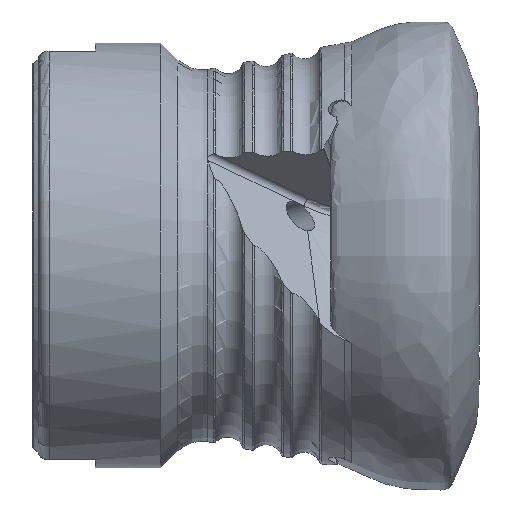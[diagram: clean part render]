
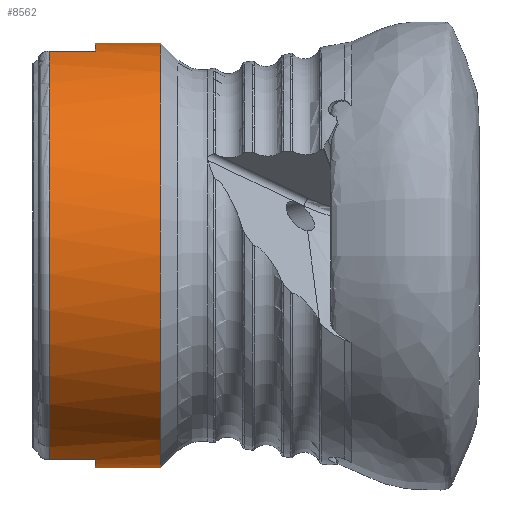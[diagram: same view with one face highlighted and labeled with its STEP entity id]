
A CAD part, front view. The second image highlights one B-rep face of the part: STEP entity #8562.
In plain terms, the highlighted cylindrical face has radius 19 mm (diameter 38 mm), a full revolution.
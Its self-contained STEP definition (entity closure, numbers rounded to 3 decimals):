
#148 = CARTESIAN_POINT ( 'NONE',  ( -37.455, -5.154, -18.288 ) ) ;
#280 = VERTEX_POINT ( 'NONE', #6362 ) ;
#363 = CARTESIAN_POINT ( 'NONE',  ( -33.305, -5.154, -18.288 ) ) ;
#435 = AXIS2_PLACEMENT_3D ( 'NONE', #7825, #3490, #8560 ) ;
#574 = DIRECTION ( 'NONE',  ( 0., 0., -1. ) ) ;
#741 = EDGE_CURVE ( 'Kante164', #2313, #1335, #3239, .T. ) ;
#803 = ORIENTED_EDGE ( 'NONE', *, *, #4543, .T. ) ;
#892 = ORIENTED_EDGE ( 'NONE', *, *, #741, .F. ) ;
#942 = CYLINDRICAL_SURFACE ( 'NONE', #7979, 19. ) ;
#1306 = CARTESIAN_POINT ( 'NONE',  ( 0., 5.154, -18.288 ) ) ;
#1335 = VERTEX_POINT ( 'NONE', #363 ) ;
#1353 = ORIENTED_EDGE ( 'NONE', *, *, #8072, .T. ) ;
#1585 = CIRCLE ( 'NONE', #7538, 19. ) ;
#1603 = CARTESIAN_POINT ( 'NONE',  ( -33.305, 0., 0. ) ) ;
#1639 = CARTESIAN_POINT ( 'NONE',  ( -27.455, 0., -19. ) ) ;
#2313 = VERTEX_POINT ( 'NONE', #8634 ) ;
#2324 = DIRECTION ( 'NONE',  ( 0., 0., -1. ) ) ;
#2513 = EDGE_CURVE ( 'NONE', #2313, #4392, #9236, .T. ) ;
#2526 = EDGE_CURVE ( 'NONE', #5847, #7698, #7077, .T. ) ;
#2808 = CARTESIAN_POINT ( 'NONE',  ( -37.455, 0., 0. ) ) ;
#2973 = EDGE_CURVE ( 'NONE', #4392, #7213, #6247, .T. ) ;
#3044 = LINE ( 'NONE', #6658, #4747 ) ;
#3225 = LINE ( 'NONE', #5113, #5158 ) ;
#3239 = CIRCLE ( 'NONE', #8996, 19. ) ;
#3490 = DIRECTION ( 'NONE',  ( 1., 0., 0. ) ) ;
#3533 = DIRECTION ( 'NONE',  ( 0., 0., -1. ) ) ;
#3670 = CARTESIAN_POINT ( 'NONE',  ( -33.305, 5.154, 18.288 ) ) ;
#3734 = CARTESIAN_POINT ( 'NONE',  ( -37.455, -5.154, 18.288 ) ) ;
#3767 = DIRECTION ( 'NONE',  ( 1., 0., 0. ) ) ;
#3780 = EDGE_CURVE ( 'NONE', #6730, #6730, #1585, .T. ) ;
#4031 = EDGE_CURVE ( 'NONE', #7698, #1335, #8156, .T. ) ;
#4240 = CARTESIAN_POINT ( 'NONE',  ( 0., 0., 0. ) ) ;
#4316 = ORIENTED_EDGE ( 'NONE', *, *, #2513, .T. ) ;
#4329 = CARTESIAN_POINT ( 'NONE',  ( -37.455, 5.154, -18.288 ) ) ;
#4335 = CARTESIAN_POINT ( 'NONE',  ( -33.305, 0., 0. ) ) ;
#4392 = VERTEX_POINT ( 'NONE', #4329 ) ;
#4425 = EDGE_LOOP ( 'NONE', ( #5316, #803, #5964, #1353, #9407, #7559, #892, #4316 ) ) ;
#4543 = EDGE_CURVE ( 'NONE', #7213, #5801, #3044, .T. ) ;
#4747 = VECTOR ( 'NONE', #5933, 1000. ) ;
#4923 = DIRECTION ( 'NONE',  ( 1., 0., 0. ) ) ;
#5058 = DIRECTION ( 'NONE',  ( 0., 0., -1. ) ) ;
#5113 = CARTESIAN_POINT ( 'NONE',  ( 0., -5.154, 18.288 ) ) ;
#5158 = VECTOR ( 'NONE', #7323, 1000. ) ;
#5316 = ORIENTED_EDGE ( 'NONE', *, *, #2973, .T. ) ;
#5513 = CARTESIAN_POINT ( 'NONE',  ( -37.455, 5.154, 18.288 ) ) ;
#5801 = VERTEX_POINT ( 'NONE', #3670 ) ;
#5847 = VERTEX_POINT ( 'NONE', #3734 ) ;
#5933 = DIRECTION ( 'NONE',  ( 1., 0., 0. ) ) ;
#5964 = ORIENTED_EDGE ( 'NONE', *, *, #6319, .F. ) ;
#6232 = VECTOR ( 'NONE', #3767, 1000. ) ;
#6247 = CIRCLE ( 'NONE', #435, 19. ) ;
#6319 = EDGE_CURVE ( 'NONE', #280, #5801, #7009, .T. ) ;
#6362 = CARTESIAN_POINT ( 'NONE',  ( -33.305, -5.154, 18.288 ) ) ;
#6524 = ORIENTED_EDGE ( 'NONE', *, *, #3780, .F. ) ;
#6658 = CARTESIAN_POINT ( 'NONE',  ( 0., 5.154, 18.288 ) ) ;
#6671 = DIRECTION ( 'NONE',  ( -1., 0., 0. ) ) ;
#6730 = VERTEX_POINT ( 'NONE', #1639 ) ;
#6737 = FACE_OUTER_BOUND ( 'NONE', #8359, .T. ) ;
#6973 = FACE_OUTER_BOUND ( 'NONE', #4425, .T. ) ;
#7009 = CIRCLE ( 'NONE', #8094, 19. ) ;
#7077 = CIRCLE ( 'NONE', #7602, 19. ) ;
#7115 = DIRECTION ( 'NONE',  ( -1., 0., 0. ) ) ;
#7121 = DIRECTION ( 'NONE',  ( 0., 0., -1. ) ) ;
#7213 = VERTEX_POINT ( 'NONE', #5513 ) ;
#7296 = VECTOR ( 'NONE', #7115, 1000. ) ;
#7323 = DIRECTION ( 'NONE',  ( -1., 0., 0. ) ) ;
#7538 = AXIS2_PLACEMENT_3D ( 'NONE', #9272, #4923, #574 ) ;
#7559 = ORIENTED_EDGE ( 'NONE', *, *, #4031, .T. ) ;
#7602 = AXIS2_PLACEMENT_3D ( 'NONE', #2808, #7865, #3533 ) ;
#7698 = VERTEX_POINT ( 'NONE', #148 ) ;
#7825 = CARTESIAN_POINT ( 'NONE',  ( -37.455, 0., 0. ) ) ;
#7865 = DIRECTION ( 'NONE',  ( 1., 0., 0. ) ) ;
#7979 = AXIS2_PLACEMENT_3D ( 'NONE', #4240, #9312, #7121 ) ;
#8072 = EDGE_CURVE ( 'NONE', #280, #5847, #3225, .T. ) ;
#8077 = CARTESIAN_POINT ( 'NONE',  ( 0., -5.154, -18.288 ) ) ;
#8094 = AXIS2_PLACEMENT_3D ( 'NONE', #4335, #9408, #5058 ) ;
#8156 = LINE ( 'NONE', #8077, #6232 ) ;
#8359 = EDGE_LOOP ( 'NONE', ( #6524 ) ) ;
#8560 = DIRECTION ( 'NONE',  ( 0., 0., -1. ) ) ;
#8562 = ADVANCED_FACE ( 'NONE', ( #6973, #6737 ), #942, .T. ) ;
#8634 = CARTESIAN_POINT ( 'NONE',  ( -33.305, 5.154, -18.288 ) ) ;
#8996 = AXIS2_PLACEMENT_3D ( 'NONE', #1603, #6671, #2324 ) ;
#9236 = LINE ( 'NONE', #1306, #7296 ) ;
#9272 = CARTESIAN_POINT ( 'NONE',  ( -27.455, 0., 0. ) ) ;
#9312 = DIRECTION ( 'NONE',  ( 1., 0., 0. ) ) ;
#9407 = ORIENTED_EDGE ( 'NONE', *, *, #2526, .T. ) ;
#9408 = DIRECTION ( 'NONE',  ( -1., 0., 0. ) ) ;
